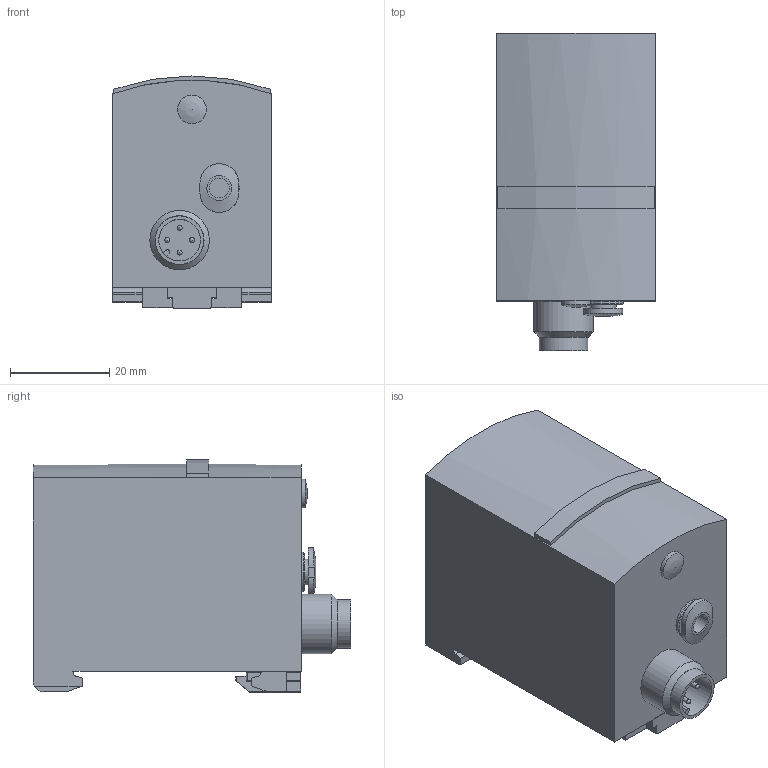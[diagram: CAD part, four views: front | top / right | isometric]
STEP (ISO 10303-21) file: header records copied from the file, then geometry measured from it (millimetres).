
FILE_DESCRIPTION(/* description */ ('STEP AP214'),/* implementation_level */ '2;1');
FILE_NAME(/* name */ '8003351_SPAU-V1R-H-Q4D-LK-V-M12D',/* time_stamp */ '2024-09-15T11:45:22+02:00',/* author */ ('License CC BY-ND 4.0'),/* organization */ ('CADENAS'),/* preprocessor_version */ 'ST-DEVELOPER v19.3',/* originating_system */ 'PARTsolutions',/* authorisation */ ' ');
FILE_SCHEMA (('CONFIG_CONTROL_DESIGN','FEATURE_BASED_PROCESS_PLANNING','MODEL_BASED_INTEGRATED_MANUFACTURING_SCHEMA','AUTOMOTIVE_DESIGN {1 0 10303 214 3 1 1}'));
Length unit declared in the file: millimetre
Products named in the file (3): 8003351 SPAU-V1R-H-Q4D-LK-V-M12D; 8001200 SPAU-B2HQ4-D-LKAM12DQ4M12-p; 1345605 SPAU
Assembly tree (2 placements, depth 2):
  8003351 SPAU-V1R-H-Q4D-LK-V-M12D
    8001200 SPAU-B2HQ4-D-LKAM12DQ4M12-p
    1345605 SPAU
Bounding box: 32 x 64 x 46.81 mm (x, y, z)
Volume: 72690.8 mm3; surface area: 12396 mm2
Topology: 2 solids, 2 shells, 133 faces, 347 edges, 231 vertices
Faces by surface type: plane 82, cylinder 43, sphere 5, cone 3
Full cylindrical faces by diameter (mm): 1 x4, 1.35 x1, 1.5 x2, 4 x1, 5.2 x1, 5.8 x1, 8 x1, 8.4 x1, 9.8 x1, 12 x1
Entity records: 4543 total; most frequent: CARTESIAN_POINT 676, DIRECTION 668, ORIENTED_EDGE 616, EDGE_CURVE 308, AXIS2_PLACEMENT_3D 228, VERTEX_POINT 214, LINE 212, VECTOR 212
